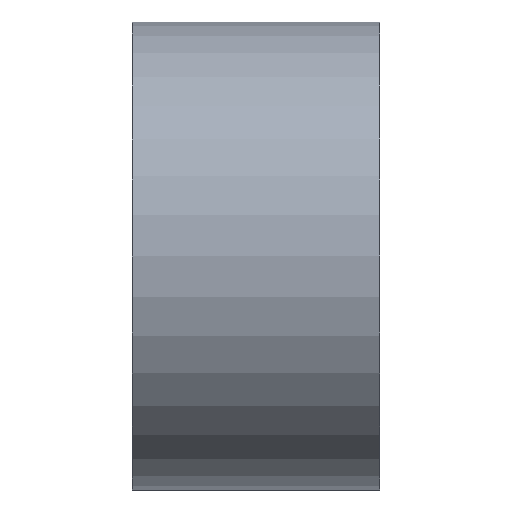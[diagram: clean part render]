
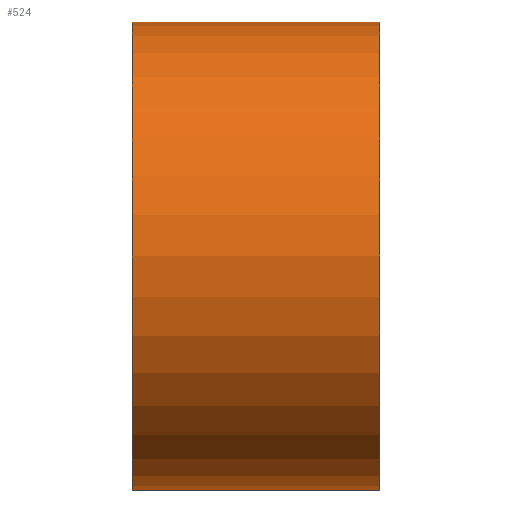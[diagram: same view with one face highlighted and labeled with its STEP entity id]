
A CAD part, left-side view. The second image highlights one B-rep face of the part: STEP entity #524.
In plain terms, the highlighted cylindrical face has radius 3.5 mm (diameter 7 mm), a partial arc.
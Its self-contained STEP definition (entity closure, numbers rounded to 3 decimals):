
#57 = CARTESIAN_POINT ( 'NONE',  ( 0., 0., 3.5 ) ) ;
#67 = CIRCLE ( 'NONE', #210, 3.5 ) ;
#115 = ORIENTED_EDGE ( 'NONE', *, *, #182, .T. ) ;
#126 = FACE_OUTER_BOUND ( 'NONE', #475, .T. ) ;
#129 = ORIENTED_EDGE ( 'NONE', *, *, #164, .F. ) ;
#133 = CARTESIAN_POINT ( 'NONE',  ( 0., 3.7, 0. ) ) ;
#147 = DIRECTION ( 'NONE',  ( 0., 1., 0. ) ) ;
#164 = EDGE_CURVE ( 'NONE', #450, #817, #345, .T. ) ;
#182 = EDGE_CURVE ( 'NONE', #800, #817, #308, .T. ) ;
#200 = DIRECTION ( 'NONE',  ( 0., -1., 0. ) ) ;
#210 = AXIS2_PLACEMENT_3D ( 'NONE', #133, #212, #508 ) ;
#212 = DIRECTION ( 'NONE',  ( 0., -1., 0. ) ) ;
#221 = EDGE_CURVE ( 'NONE', #881, #800, #592, .T. ) ;
#239 = DIRECTION ( 'NONE',  ( 0., -1., 0. ) ) ;
#297 = DIRECTION ( 'NONE',  ( 0., -1., 0. ) ) ;
#308 = CIRCLE ( 'NONE', #658, 3.5 ) ;
#345 = LINE ( 'NONE', #430, #558 ) ;
#363 = ORIENTED_EDGE ( 'NONE', *, *, #466, .T. ) ;
#400 = VECTOR ( 'NONE', #297, 1000. ) ;
#430 = CARTESIAN_POINT ( 'NONE',  ( 0., 3.7, 3.5 ) ) ;
#433 = CARTESIAN_POINT ( 'NONE',  ( 0., 3.7, -3.5 ) ) ;
#450 = VERTEX_POINT ( 'NONE', #725 ) ;
#466 = EDGE_CURVE ( 'NONE', #450, #881, #67, .T. ) ;
#475 = EDGE_LOOP ( 'NONE', ( #129, #363, #876, #115 ) ) ;
#505 = CARTESIAN_POINT ( 'NONE',  ( 0., 0., 0. ) ) ;
#508 = DIRECTION ( 'NONE',  ( 0., 0., -1. ) ) ;
#509 = DIRECTION ( 'NONE',  ( 0., 0., -1. ) ) ;
#524 = ADVANCED_FACE ( 'NONE', ( #126 ), #947, .T. ) ;
#558 = VECTOR ( 'NONE', #200, 1000. ) ;
#592 = LINE ( 'NONE', #825, #400 ) ;
#658 = AXIS2_PLACEMENT_3D ( 'NONE', #505, #147, #509 ) ;
#679 = AXIS2_PLACEMENT_3D ( 'NONE', #754, #239, #901 ) ;
#725 = CARTESIAN_POINT ( 'NONE',  ( 0., 3.7, 3.5 ) ) ;
#754 = CARTESIAN_POINT ( 'NONE',  ( 0., 3.7, 0. ) ) ;
#800 = VERTEX_POINT ( 'NONE', #926 ) ;
#817 = VERTEX_POINT ( 'NONE', #57 ) ;
#825 = CARTESIAN_POINT ( 'NONE',  ( 0., 3.7, -3.5 ) ) ;
#876 = ORIENTED_EDGE ( 'NONE', *, *, #221, .T. ) ;
#881 = VERTEX_POINT ( 'NONE', #433 ) ;
#901 = DIRECTION ( 'NONE',  ( 0., 0., -1. ) ) ;
#926 = CARTESIAN_POINT ( 'NONE',  ( 0., 0., -3.5 ) ) ;
#947 = CYLINDRICAL_SURFACE ( 'NONE', #679, 3.5 ) ;
